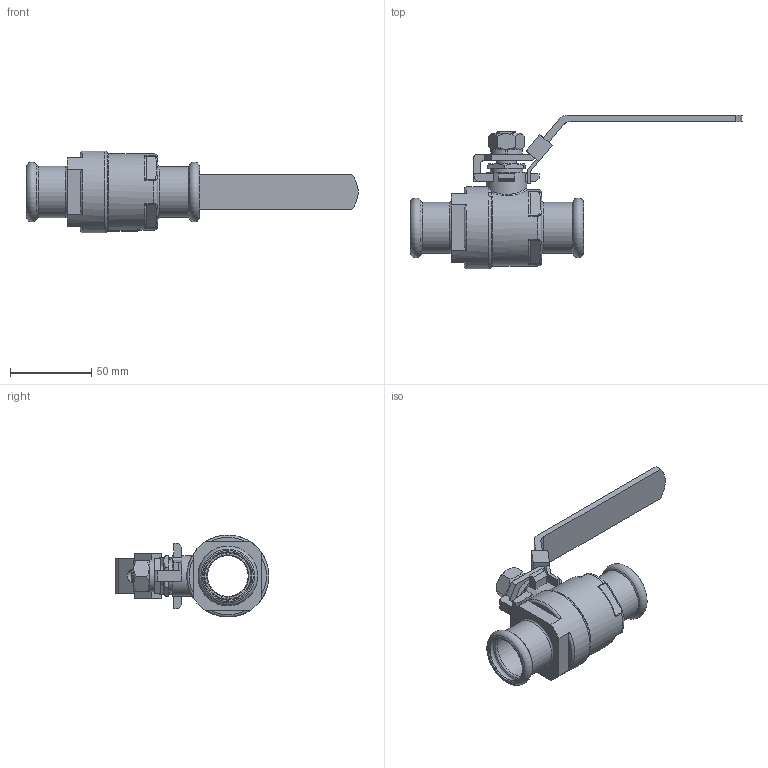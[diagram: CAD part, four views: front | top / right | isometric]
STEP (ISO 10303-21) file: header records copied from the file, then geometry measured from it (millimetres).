
FILE_DESCRIPTION(/* description */ ('Unknown'),/* implementation_level */ '2;1');
FILE_NAME(/* name */ '20210408-P-621-DN25',/* time_stamp */ '2021-04-08T18:22:17+08:00',/* author */ ('Unknown'),/* organization */ ('Unknown'),/* preprocessor_version */ 'ST-DEVELOPER v16.7',/* originating_system */ 'DEX',/* authorisation */ $);
FILE_SCHEMA (('AUTOMOTIVE_DESIGN {1 0 10303 214 3 1 1}'));
Length unit declared in the file: millimetre
Products named in the file (1): V-2AS DN25
Bounding box: 204.25 x 94.52 x 50.44 mm (x, y, z)
Volume: 111246.6 mm3; surface area: 41734.2 mm2
Topology: 1 solids, 1 shells, 321 faces, 969 edges, 628 vertices
Faces by surface type: plane 124, cylinder 98, bspline 49, torus 31, cone 19
Full cylindrical faces by diameter (mm): 8 x1, 12 x1, 12.5 x1, 20 x1, 25 x3, 28.3 x2, 28.7 x2, 31.3 x1, 31.5 x1, 47 x1, 50.5 x1
Entity records: 15134 total; most frequent: CARTESIAN_POINT 7434, ORIENTED_EDGE 1832, DIRECTION 1288, EDGE_CURVE 916, VERTEX_POINT 617, AXIS2_PLACEMENT_3D 439, LINE 410, VECTOR 410
